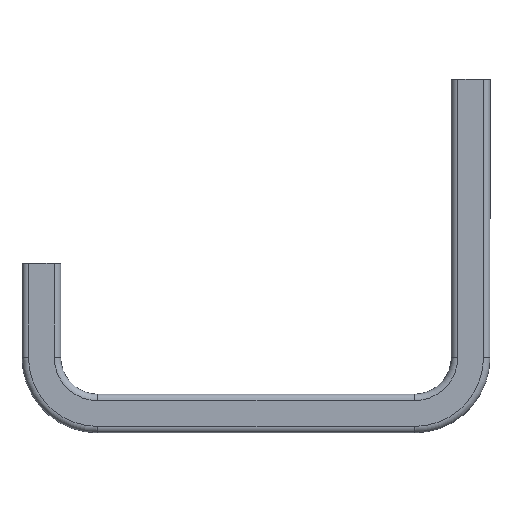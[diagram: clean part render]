
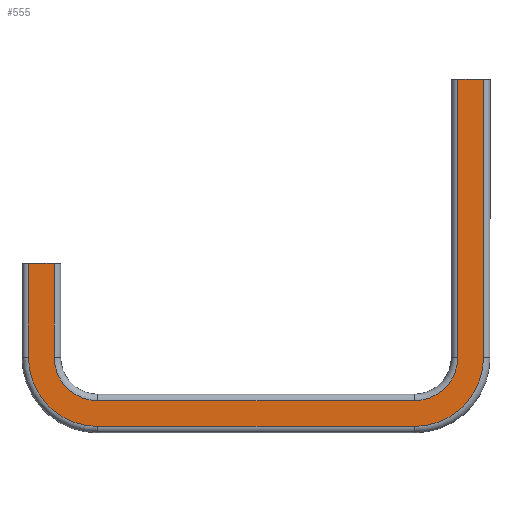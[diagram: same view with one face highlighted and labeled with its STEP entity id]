
A CAD part, left-side view. The second image highlights one B-rep face of the part: STEP entity #555.
In plain terms, the highlighted planar face has unit normal (-1, 0, 0).
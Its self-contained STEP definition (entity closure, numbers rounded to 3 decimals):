
#13 = CARTESIAN_POINT ( 'NONE',  ( -20.5, 98.434, 100. ) ) ;
#18 = DIRECTION ( 'NONE',  ( 0., -1., 0. ) ) ;
#23 = DIRECTION ( 'NONE',  ( 0., 1., 0. ) ) ;
#26 = CARTESIAN_POINT ( 'NONE',  ( -20.5, 98.434, -74.5 ) ) ;
#29 = CARTESIAN_POINT ( 'NONE',  ( -20.5, -20., -51. ) ) ;
#30 = DIRECTION ( 'NONE',  ( 1., 0., 0. ) ) ;
#31 = DIRECTION ( 'NONE',  ( 0., 0., -1. ) ) ;
#34 = CARTESIAN_POINT ( 'NONE',  ( -20.5, -128.374, 0. ) ) ;
#35 = DIRECTION ( 'NONE',  ( 0., 1., 0. ) ) ;
#78 = LINE ( 'NONE', #13, #83 ) ;
#83 = VECTOR ( 'NONE', #18, 1000. ) ;
#85 = CIRCLE ( 'NONE', #1373, 23.5 ) ;
#91 = LINE ( 'NONE', #26, #93 ) ;
#93 = VECTOR ( 'NONE', #23, 1000. ) ;
#94 = LINE ( 'NONE', #34, #97 ) ;
#97 = VECTOR ( 'NONE', #35, 1000. ) ;
#255 = CIRCLE ( 'NONE', #366, 37.5 ) ;
#257 = LINE ( 'NONE', #1473, #259 ) ;
#259 = VECTOR ( 'NONE', #1468, 1000. ) ;
#260 = LINE ( 'NONE', #1477, #262 ) ;
#261 = CIRCLE ( 'NONE', #368, 37.5 ) ;
#262 = VECTOR ( 'NONE', #1478, 1000. ) ;
#263 = LINE ( 'NONE', #1482, #265 ) ;
#265 = VECTOR ( 'NONE', #1483, 1000. ) ;
#366 = AXIS2_PLACEMENT_3D ( 'NONE', #1479, #1480, #1481 ) ;
#368 = AXIS2_PLACEMENT_3D ( 'NONE', #1489, #1490, #1491 ) ;
#506 = CARTESIAN_POINT ( 'NONE',  ( -20.5, 98.434, -51. ) ) ;
#511 = PLANE ( 'NONE',  #1322 ) ;
#513 = DIRECTION ( 'NONE',  ( 1., 0., 0. ) ) ;
#514 = DIRECTION ( 'NONE',  ( 0., -1., 0. ) ) ;
#555 = ADVANCED_FACE ( 'NONE', ( #2022 ), #511, .F. ) ;
#1250 = EDGE_CURVE ( 'NONE', #3024, #3277, #2102, .T. ) ;
#1252 = EDGE_CURVE ( 'NONE', #3014, #3022, #2105, .T. ) ;
#1256 = EDGE_CURVE ( 'NONE', #2967, #3014, #2111, .T. ) ;
#1276 = EDGE_CURVE ( 'NONE', #2967, #2953, #78, .T. ) ;
#1281 = EDGE_CURVE ( 'NONE', #3023, #3024, #85, .T. ) ;
#1282 = EDGE_CURVE ( 'NONE', #3022, #3023, #91, .T. ) ;
#1284 = EDGE_CURVE ( 'NONE', #3277, #3073, #94, .T. ) ;
#1322 = AXIS2_PLACEMENT_3D ( 'NONE', #506, #513, #514 ) ;
#1362 = AXIS2_PLACEMENT_3D ( 'NONE', #2768, #2769, #2770 ) ;
#1373 = AXIS2_PLACEMENT_3D ( 'NONE', #29, #30, #31 ) ;
#1468 = DIRECTION ( 'NONE',  ( 0., 0., 1. ) ) ;
#1473 = CARTESIAN_POINT ( 'NONE',  ( -20.5, 17.5, -51. ) ) ;
#1477 = CARTESIAN_POINT ( 'NONE',  ( -20.5, -229.5, -51. ) ) ;
#1478 = DIRECTION ( 'NONE',  ( 0., 0., 1. ) ) ;
#1479 = CARTESIAN_POINT ( 'NONE',  ( -20.5, -20., -51. ) ) ;
#1480 = DIRECTION ( 'NONE',  ( -1., 0., 0. ) ) ;
#1481 = DIRECTION ( 'NONE',  ( 0., 0., 1. ) ) ;
#1482 = CARTESIAN_POINT ( 'NONE',  ( -20.5, -20., -88.5 ) ) ;
#1483 = DIRECTION ( 'NONE',  ( 0., -1., 0. ) ) ;
#1489 = CARTESIAN_POINT ( 'NONE',  ( -20.5, -192., -51. ) ) ;
#1490 = DIRECTION ( 'NONE',  ( -1., 0., 0. ) ) ;
#1491 = DIRECTION ( 'NONE',  ( 0., 0., 1. ) ) ;
#1509 = CARTESIAN_POINT ( 'NONE',  ( -20.5, -229.5, 100. ) ) ;
#2022 = FACE_OUTER_BOUND ( 'NONE', #3294, .T. ) ;
#2102 = LINE ( 'NONE', #2758, #2106 ) ;
#2105 = CIRCLE ( 'NONE', #1362, 23.5 ) ;
#2106 = VECTOR ( 'NONE', #2762, 1000. ) ;
#2111 = LINE ( 'NONE', #2772, #2115 ) ;
#2115 = VECTOR ( 'NONE', #2778, 1000. ) ;
#2331 = EDGE_CURVE ( 'NONE', #3264, #3070, #255, .T. ) ;
#2332 = EDGE_CURVE ( 'NONE', #3264, #3073, #257, .T. ) ;
#2334 = EDGE_CURVE ( 'NONE', #3069, #2953, #260, .T. ) ;
#2335 = EDGE_CURVE ( 'NONE', #3013, #3069, #261, .T. ) ;
#2336 = EDGE_CURVE ( 'NONE', #3070, #3013, #263, .T. ) ;
#2614 = CARTESIAN_POINT ( 'NONE',  ( -20.5, -215.5, 100. ) ) ;
#2660 = CARTESIAN_POINT ( 'NONE',  ( -20.5, -192., -88.5 ) ) ;
#2661 = CARTESIAN_POINT ( 'NONE',  ( -20.5, -215.5, -51. ) ) ;
#2669 = CARTESIAN_POINT ( 'NONE',  ( -20.5, -192., -74.5 ) ) ;
#2670 = CARTESIAN_POINT ( 'NONE',  ( -20.5, -20., -74.5 ) ) ;
#2671 = CARTESIAN_POINT ( 'NONE',  ( -20.5, 3.5, -51. ) ) ;
#2716 = CARTESIAN_POINT ( 'NONE',  ( -20.5, -229.5, -51. ) ) ;
#2717 = CARTESIAN_POINT ( 'NONE',  ( -20.5, -20., -88.5 ) ) ;
#2720 = CARTESIAN_POINT ( 'NONE',  ( -20.5, 17.5, 0. ) ) ;
#2758 = CARTESIAN_POINT ( 'NONE',  ( -20.5, 3.5, 0. ) ) ;
#2762 = DIRECTION ( 'NONE',  ( 0., 0., 1. ) ) ;
#2768 = CARTESIAN_POINT ( 'NONE',  ( -20.5, -192., -51. ) ) ;
#2769 = DIRECTION ( 'NONE',  ( 1., 0., 0. ) ) ;
#2770 = DIRECTION ( 'NONE',  ( 0., 0., -1. ) ) ;
#2772 = CARTESIAN_POINT ( 'NONE',  ( -20.5, -215.5, -51. ) ) ;
#2778 = DIRECTION ( 'NONE',  ( 0., 0., -1. ) ) ;
#2843 = CARTESIAN_POINT ( 'NONE',  ( -20.5, 17.5, -51. ) ) ;
#2855 = CARTESIAN_POINT ( 'NONE',  ( -20.5, 3.5, 0. ) ) ;
#2953 = VERTEX_POINT ( 'NONE', #1509 ) ;
#2967 = VERTEX_POINT ( 'NONE', #2614 ) ;
#3013 = VERTEX_POINT ( 'NONE', #2660 ) ;
#3014 = VERTEX_POINT ( 'NONE', #2661 ) ;
#3022 = VERTEX_POINT ( 'NONE', #2669 ) ;
#3023 = VERTEX_POINT ( 'NONE', #2670 ) ;
#3024 = VERTEX_POINT ( 'NONE', #2671 ) ;
#3069 = VERTEX_POINT ( 'NONE', #2716 ) ;
#3070 = VERTEX_POINT ( 'NONE', #2717 ) ;
#3073 = VERTEX_POINT ( 'NONE', #2720 ) ;
#3264 = VERTEX_POINT ( 'NONE', #2843 ) ;
#3277 = VERTEX_POINT ( 'NONE', #2855 ) ;
#3294 = EDGE_LOOP ( 'NONE', ( #4041, #4042, #4043, #4044, #4036, #4038, #4035, #4034, #4033, #4032, #4031, #4030 ) ) ;
#4030 = ORIENTED_EDGE ( 'NONE', *, *, #2334, .T. ) ;
#4031 = ORIENTED_EDGE ( 'NONE', *, *, #2335, .T. ) ;
#4032 = ORIENTED_EDGE ( 'NONE', *, *, #2336, .T. ) ;
#4033 = ORIENTED_EDGE ( 'NONE', *, *, #2331, .T. ) ;
#4034 = ORIENTED_EDGE ( 'NONE', *, *, #2332, .F. ) ;
#4035 = ORIENTED_EDGE ( 'NONE', *, *, #1284, .T. ) ;
#4036 = ORIENTED_EDGE ( 'NONE', *, *, #1281, .T. ) ;
#4038 = ORIENTED_EDGE ( 'NONE', *, *, #1250, .T. ) ;
#4041 = ORIENTED_EDGE ( 'NONE', *, *, #1276, .F. ) ;
#4042 = ORIENTED_EDGE ( 'NONE', *, *, #1256, .T. ) ;
#4043 = ORIENTED_EDGE ( 'NONE', *, *, #1252, .T. ) ;
#4044 = ORIENTED_EDGE ( 'NONE', *, *, #1282, .T. ) ;
